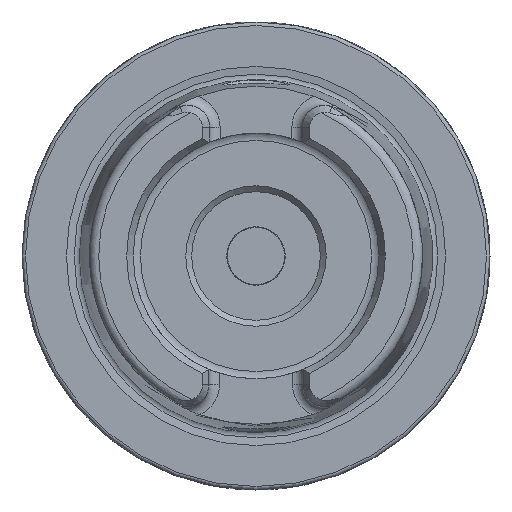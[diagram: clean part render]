
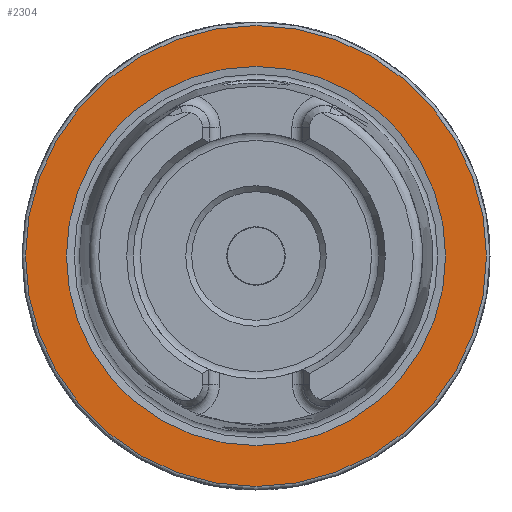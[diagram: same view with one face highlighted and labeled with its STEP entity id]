
A CAD part, left-side view. The second image highlights one B-rep face of the part: STEP entity #2304.
In plain terms, the highlighted planar face has unit normal (-1, 0, 0).
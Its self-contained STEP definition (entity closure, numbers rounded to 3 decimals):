
#82 = DIRECTION ( 'NONE',  ( 1., 0., 0. ) ) ;
#231 = CIRCLE ( 'NONE', #9955, 16.207 ) ;
#1410 = EDGE_CURVE ( 'NONE', #8973, #8973, #231, .T. ) ;
#1443 = DIRECTION ( 'NONE',  ( 0., 0., 1. ) ) ;
#1689 = DIRECTION ( 'NONE',  ( 0., 0., -1. ) ) ;
#1913 = AXIS2_PLACEMENT_3D ( 'NONE', #8715, #4786, #3221 ) ;
#2304 = ADVANCED_FACE ( 'NONE', ( #2500, #9922 ), #9584, .F. ) ;
#2483 = EDGE_LOOP ( 'NONE', ( #7617 ) ) ;
#2500 = FACE_BOUND ( 'NONE', #6770, .T. ) ;
#3221 = DIRECTION ( 'NONE',  ( 0., 0., 1. ) ) ;
#3270 = CARTESIAN_POINT ( 'NONE',  ( 0., 0., 19.7 ) ) ;
#3479 = AXIS2_PLACEMENT_3D ( 'NONE', #4896, #82, #1689 ) ;
#4328 = CIRCLE ( 'NONE', #1913, 19.7 ) ;
#4786 = DIRECTION ( 'NONE',  ( -1., 0., 0. ) ) ;
#4896 = CARTESIAN_POINT ( 'NONE',  ( 0., 19.7, 0. ) ) ;
#6219 = CARTESIAN_POINT ( 'NONE',  ( 0., 0., 0. ) ) ;
#6770 = EDGE_LOOP ( 'NONE', ( #8297 ) ) ;
#7617 = ORIENTED_EDGE ( 'NONE', *, *, #8510, .T. ) ;
#8297 = ORIENTED_EDGE ( 'NONE', *, *, #1410, .F. ) ;
#8481 = DIRECTION ( 'NONE',  ( -1., 0., 0. ) ) ;
#8510 = EDGE_CURVE ( 'NONE', #9822, #9822, #4328, .T. ) ;
#8715 = CARTESIAN_POINT ( 'NONE',  ( 0., 0., 0. ) ) ;
#8720 = CARTESIAN_POINT ( 'NONE',  ( 0., 0., 16.207 ) ) ;
#8973 = VERTEX_POINT ( 'NONE', #8720 ) ;
#9584 = PLANE ( 'NONE',  #3479 ) ;
#9822 = VERTEX_POINT ( 'NONE', #3270 ) ;
#9922 = FACE_OUTER_BOUND ( 'NONE', #2483, .T. ) ;
#9955 = AXIS2_PLACEMENT_3D ( 'NONE', #6219, #8481, #1443 ) ;
